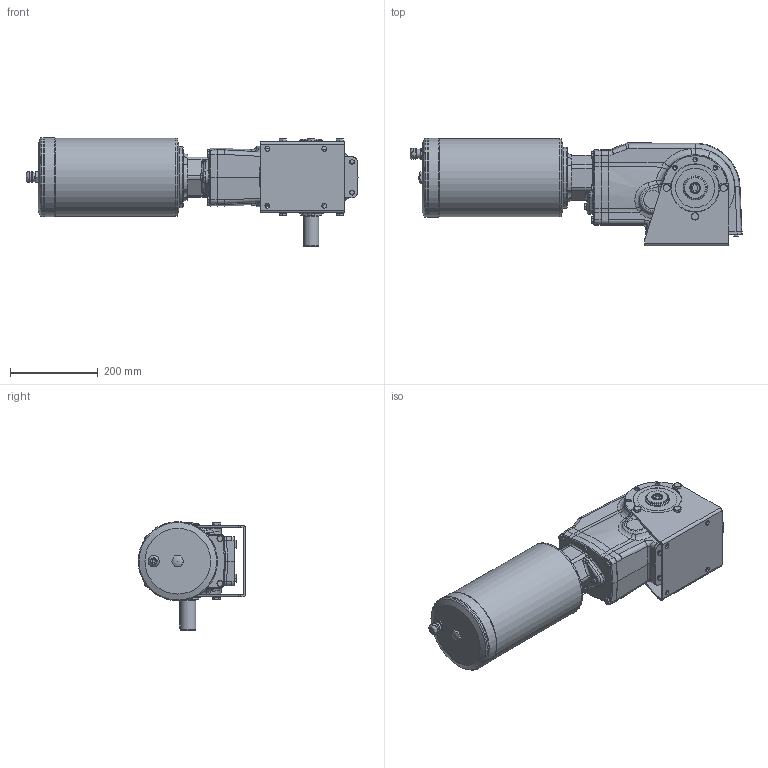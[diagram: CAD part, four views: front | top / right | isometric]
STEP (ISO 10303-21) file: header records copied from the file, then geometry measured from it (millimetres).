
FILE_DESCRIPTION( ( 'Unknown' ), '1' );
FILE_NAME( '11777F386BDA697E5259A6AD4B1E3B6E.3d.stp', 'Unknown', ( 'Unknown' ), ( 'Unknown' ), 'PSStep 10.1', 'Unknown', ' ' );
FILE_SCHEMA( ( 'AUTOMOTIVE_DESIGN { 1 0 10303 214 1 1 1 1 }' ) );
Length unit declared in the file: millimetre
Products named in the file (1): X73N
Bounding box: 758.4 x 245.9 x 248.5 mm (x, y, z)
Volume: 17056351.5 mm3; surface area: 701896.9 mm2
Topology: 1 solids, 32 shells, 1097 faces, 2581 edges, 1607 vertices
Faces by surface type: plane 425, cylinder 278, cone 230, bspline 85, torus 74, extrusion 4, sphere 1
Full cylindrical faces by diameter (mm): 2.6 x1, 6 x14, 6.647 x8, 7 x15, 8.376 x32, 8.9 x8, 9 x4, 10 x12, 10.106 x1, 10.5 x6, 11 x4, 11.6 x6, 12 x6, 12.5 x1, 13.4 x1, 14.6 x6, 16.662 x1, 18 x2, 20 x1, 21 x1, 23 x1, 24 x1, 30 x1, 34.6 x1, 35 x2, 40 x1, 42.5 x2, 48 x1, 49.5 x1, 55 x2
Entity records: 50563 total; most frequent: CARTESIAN_POINT 19109, DIRECTION 4639, ORIENTED_EDGE 4278, EDGE_CURVE 2139, AXIS2_PLACEMENT_3D 1936, EDGE_LOOP 1529, VERTEX_POINT 1483, FACE_OUTER_BOUND 1319
